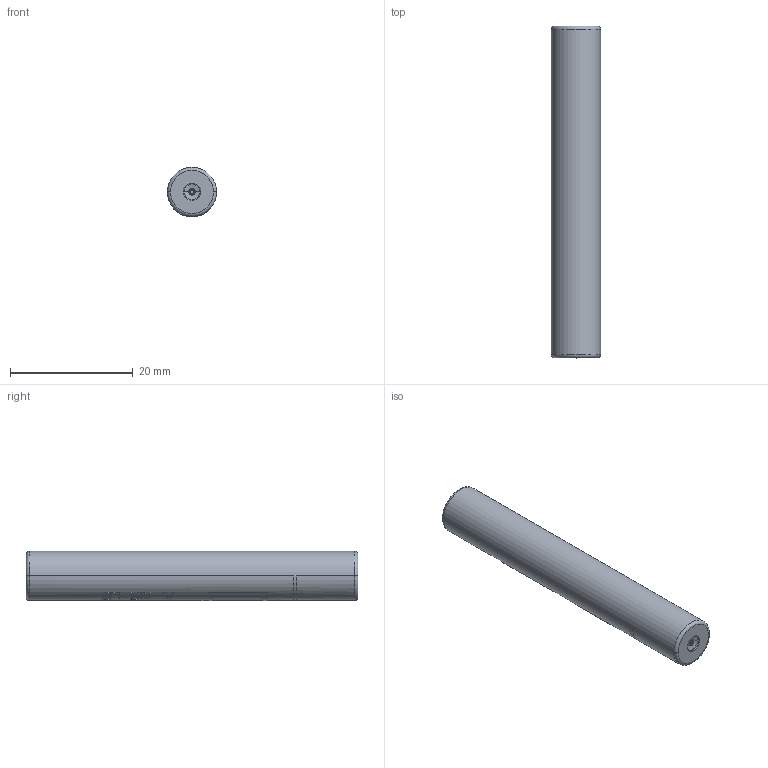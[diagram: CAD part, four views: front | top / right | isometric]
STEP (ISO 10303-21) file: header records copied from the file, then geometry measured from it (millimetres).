
FILE_DESCRIPTION((''),'2;1');
FILE_NAME('00111980202','2020-05-26T',('presta_be4'),(''),'CREO PARAMETRIC BY PTC INC, 2018360','CREO PARAMETRIC BY PTC INC, 2018360','');
FILE_SCHEMA(('CONFIG_CONTROL_DESIGN'));
Length unit declared in the file: millimetre
Products named in the file (1): 00111980202
Bounding box: 8 x 54 x 8.05 mm (x, y, z)
Volume: 1831.4 mm3; surface area: 3395.9 mm2
Topology: 1 solids, 4 shells, 853 faces, 2254 edges, 1468 vertices
Faces by surface type: plane 574, cylinder 177, torus 48, cone 42, bspline 12
Entity records: 27800 total; most frequent: CARTESIAN_POINT 7633, ORIENTED_EDGE 4508, DIRECTION 3744, EDGE_CURVE 2254, VERTEX_POINT 1468, AXIS2_PLACEMENT_3D 1411, EDGE_LOOP 930, VECTOR 922
